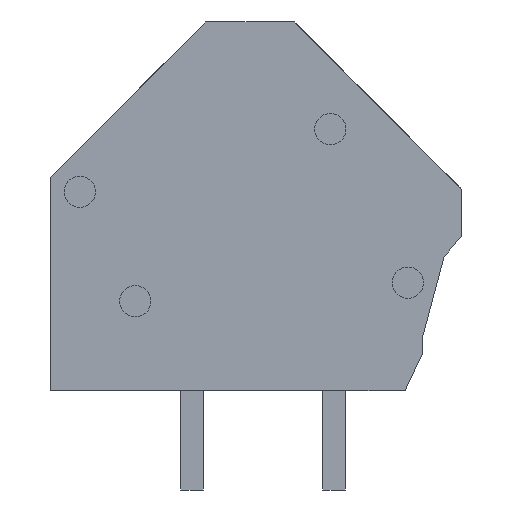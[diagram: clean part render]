
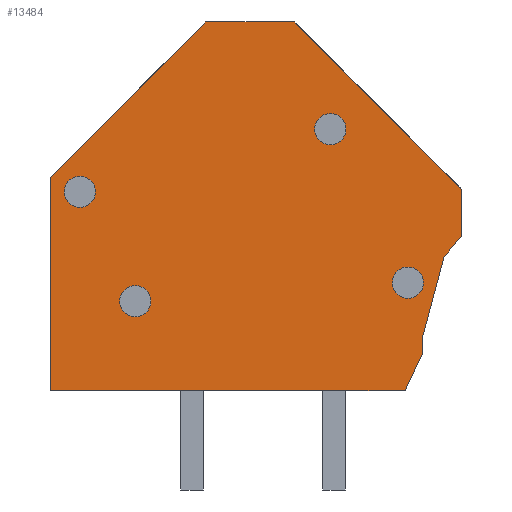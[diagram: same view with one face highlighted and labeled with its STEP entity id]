
A CAD part, left-side view. The second image highlights one B-rep face of the part: STEP entity #13484.
In plain terms, the highlighted planar face has unit normal (-1, 0, 0).
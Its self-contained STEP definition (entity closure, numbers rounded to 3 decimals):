
#13397=AXIS2_PLACEMENT_3D('Plane Axis2P3D',#13394,#13395,#13396) ;
#13414=AXIS2_PLACEMENT_3D('Circle Axis2P3D',#13412,#13413,$) ;
#13423=AXIS2_PLACEMENT_3D('Circle Axis2P3D',#13421,#13422,$) ;
#13432=AXIS2_PLACEMENT_3D('Circle Axis2P3D',#13430,#13431,$) ;
#13441=AXIS2_PLACEMENT_3D('Circle Axis2P3D',#13439,#13440,$) ;
#13450=AXIS2_PLACEMENT_3D('Circle Axis2P3D',#13448,#13449,$) ;
#13459=AXIS2_PLACEMENT_3D('Circle Axis2P3D',#13457,#13458,$) ;
#13468=AXIS2_PLACEMENT_3D('Circle Axis2P3D',#13466,#13467,$) ;
#13477=AXIS2_PLACEMENT_3D('Circle Axis2P3D',#13475,#13476,$) ;
#13069=CARTESIAN_POINT('Vertex',(0.7,2.,3.5)) ;
#13083=CARTESIAN_POINT('Vertex',(0.7,1.37,4.85)) ;
#13086=CARTESIAN_POINT('Line Origine',(0.7,1.685,4.175)) ;
#13114=CARTESIAN_POINT('Vertex',(0.7,1.37,5.45)) ;
#13117=CARTESIAN_POINT('Line Origine',(0.7,1.37,5.15)) ;
#13145=CARTESIAN_POINT('Vertex',(0.7,0.634,8.2)) ;
#13148=CARTESIAN_POINT('Line Origine',(0.7,1.002,6.825)) ;
#13176=CARTESIAN_POINT('Vertex',(0.7,0.,8.953)) ;
#13179=CARTESIAN_POINT('Line Origine',(0.7,0.317,8.577)) ;
#13207=CARTESIAN_POINT('Vertex',(0.7,0.,10.58)) ;
#13210=CARTESIAN_POINT('Line Origine',(0.7,0.,9.766)) ;
#13238=CARTESIAN_POINT('Vertex',(0.7,5.898,16.478)) ;
#13241=CARTESIAN_POINT('Line Origine',(0.7,2.949,13.529)) ;
#13269=CARTESIAN_POINT('Vertex',(0.7,9.022,16.478)) ;
#13272=CARTESIAN_POINT('Line Origine',(0.7,7.46,16.478)) ;
#13300=CARTESIAN_POINT('Vertex',(0.7,14.5,11.)) ;
#13303=CARTESIAN_POINT('Line Origine',(0.7,11.761,13.739)) ;
#13331=CARTESIAN_POINT('Vertex',(0.7,14.5,3.5)) ;
#13334=CARTESIAN_POINT('Line Origine',(0.7,14.5,7.25)) ;
#13362=CARTESIAN_POINT('Vertex',(0.7,12.7,3.5)) ;
#13365=CARTESIAN_POINT('Line Origine',(0.7,13.6,3.5)) ;
#13382=CARTESIAN_POINT('Line Origine',(0.7,7.35,3.5)) ;
#13394=CARTESIAN_POINT('Axis2P3D Location',(0.7,0.,0.)) ;
#13412=CARTESIAN_POINT('Axis2P3D Location',(0.7,13.45,10.5)) ;
#13416=CARTESIAN_POINT('Vertex',(0.7,12.9,10.5)) ;
#13418=CARTESIAN_POINT('Vertex',(0.7,14.,10.5)) ;
#13421=CARTESIAN_POINT('Axis2P3D Location',(0.7,13.45,10.5)) ;
#13430=CARTESIAN_POINT('Axis2P3D Location',(0.7,4.632,12.707)) ;
#13434=CARTESIAN_POINT('Vertex',(0.7,4.082,12.707)) ;
#13436=CARTESIAN_POINT('Vertex',(0.7,5.182,12.707)) ;
#13439=CARTESIAN_POINT('Axis2P3D Location',(0.7,4.632,12.707)) ;
#13448=CARTESIAN_POINT('Axis2P3D Location',(0.7,11.5,6.65)) ;
#13452=CARTESIAN_POINT('Vertex',(0.7,10.95,6.65)) ;
#13454=CARTESIAN_POINT('Vertex',(0.7,12.05,6.65)) ;
#13457=CARTESIAN_POINT('Axis2P3D Location',(0.7,11.5,6.65)) ;
#13466=CARTESIAN_POINT('Axis2P3D Location',(0.7,1.9,7.3)) ;
#13470=CARTESIAN_POINT('Vertex',(0.7,1.35,7.3)) ;
#13472=CARTESIAN_POINT('Vertex',(0.7,2.45,7.3)) ;
#13475=CARTESIAN_POINT('Axis2P3D Location',(0.7,1.9,7.3)) ;
#13087=DIRECTION('Vector Direction',(0.,-0.423,0.906)) ;
#13118=DIRECTION('Vector Direction',(0.,0.,1.)) ;
#13149=DIRECTION('Vector Direction',(0.,-0.259,0.966)) ;
#13180=DIRECTION('Vector Direction',(0.,-0.644,0.765)) ;
#13211=DIRECTION('Vector Direction',(0.,0.,-1.)) ;
#13242=DIRECTION('Vector Direction',(0.,0.707,0.707)) ;
#13273=DIRECTION('Vector Direction',(0.,-1.,0.)) ;
#13304=DIRECTION('Vector Direction',(0.,-0.707,0.707)) ;
#13335=DIRECTION('Vector Direction',(0.,0.,-1.)) ;
#13366=DIRECTION('Vector Direction',(0.,-1.,0.)) ;
#13383=DIRECTION('Vector Direction',(0.,-1.,0.)) ;
#13395=DIRECTION('Axis2P3D Direction',(-1.,0.,0.)) ;
#13396=DIRECTION('Axis2P3D XDirection',(0.,-1.,0.)) ;
#13413=DIRECTION('Axis2P3D Direction',(-1.,0.,0.)) ;
#13422=DIRECTION('Axis2P3D Direction',(-1.,0.,0.)) ;
#13431=DIRECTION('Axis2P3D Direction',(-1.,0.,0.)) ;
#13440=DIRECTION('Axis2P3D Direction',(-1.,0.,0.)) ;
#13449=DIRECTION('Axis2P3D Direction',(-1.,0.,0.)) ;
#13458=DIRECTION('Axis2P3D Direction',(-1.,0.,0.)) ;
#13467=DIRECTION('Axis2P3D Direction',(-1.,0.,0.)) ;
#13476=DIRECTION('Axis2P3D Direction',(-1.,0.,0.)) ;
#13088=VECTOR('Line Direction',#13087,1.) ;
#13119=VECTOR('Line Direction',#13118,1.) ;
#13150=VECTOR('Line Direction',#13149,1.) ;
#13181=VECTOR('Line Direction',#13180,1.) ;
#13212=VECTOR('Line Direction',#13211,1.) ;
#13243=VECTOR('Line Direction',#13242,1.) ;
#13274=VECTOR('Line Direction',#13273,1.) ;
#13305=VECTOR('Line Direction',#13304,1.) ;
#13336=VECTOR('Line Direction',#13335,1.) ;
#13367=VECTOR('Line Direction',#13366,1.) ;
#13384=VECTOR('Line Direction',#13383,1.) ;
#13400=ORIENTED_EDGE('',*,*,#13090,.T.) ;
#13401=ORIENTED_EDGE('',*,*,#13121,.T.) ;
#13402=ORIENTED_EDGE('',*,*,#13152,.T.) ;
#13403=ORIENTED_EDGE('',*,*,#13183,.T.) ;
#13404=ORIENTED_EDGE('',*,*,#13214,.T.) ;
#13405=ORIENTED_EDGE('',*,*,#13245,.T.) ;
#13406=ORIENTED_EDGE('',*,*,#13276,.T.) ;
#13407=ORIENTED_EDGE('',*,*,#13307,.T.) ;
#13408=ORIENTED_EDGE('',*,*,#13338,.T.) ;
#13409=ORIENTED_EDGE('',*,*,#13369,.T.) ;
#13410=ORIENTED_EDGE('',*,*,#13386,.T.) ;
#13427=ORIENTED_EDGE('',*,*,#13420,.F.) ;
#13428=ORIENTED_EDGE('',*,*,#13425,.F.) ;
#13445=ORIENTED_EDGE('',*,*,#13438,.F.) ;
#13446=ORIENTED_EDGE('',*,*,#13443,.F.) ;
#13463=ORIENTED_EDGE('',*,*,#13456,.F.) ;
#13464=ORIENTED_EDGE('',*,*,#13461,.F.) ;
#13481=ORIENTED_EDGE('',*,*,#13474,.F.) ;
#13482=ORIENTED_EDGE('',*,*,#13479,.F.) ;
#13429=FACE_BOUND('',#13426,.T.) ;
#13447=FACE_BOUND('',#13444,.T.) ;
#13465=FACE_BOUND('',#13462,.T.) ;
#13483=FACE_BOUND('',#13480,.T.) ;
#13484=ADVANCED_FACE('End plate_LMZF.1\\Hauptkoerper',(#13411,#13429,#13447,#13465,#13483),#13398,.T.) ;
#13415=CIRCLE('generated circle',#13414,0.55) ;
#13424=CIRCLE('generated circle',#13423,0.55) ;
#13433=CIRCLE('generated circle',#13432,0.55) ;
#13442=CIRCLE('generated circle',#13441,0.55) ;
#13451=CIRCLE('generated circle',#13450,0.55) ;
#13460=CIRCLE('generated circle',#13459,0.55) ;
#13469=CIRCLE('generated circle',#13468,0.55) ;
#13478=CIRCLE('generated circle',#13477,0.55) ;
#13090=EDGE_CURVE('',#13070,#13084,#13089,.T.) ;
#13121=EDGE_CURVE('',#13084,#13115,#13120,.T.) ;
#13152=EDGE_CURVE('',#13115,#13146,#13151,.T.) ;
#13183=EDGE_CURVE('',#13146,#13177,#13182,.T.) ;
#13214=EDGE_CURVE('',#13177,#13208,#13213,.F.) ;
#13245=EDGE_CURVE('',#13208,#13239,#13244,.T.) ;
#13276=EDGE_CURVE('',#13239,#13270,#13275,.F.) ;
#13307=EDGE_CURVE('',#13270,#13301,#13306,.F.) ;
#13338=EDGE_CURVE('',#13301,#13332,#13337,.T.) ;
#13369=EDGE_CURVE('',#13332,#13363,#13368,.T.) ;
#13386=EDGE_CURVE('',#13363,#13070,#13385,.T.) ;
#13420=EDGE_CURVE('',#13417,#13419,#13415,.T.) ;
#13425=EDGE_CURVE('',#13419,#13417,#13424,.T.) ;
#13438=EDGE_CURVE('',#13435,#13437,#13433,.T.) ;
#13443=EDGE_CURVE('',#13437,#13435,#13442,.T.) ;
#13456=EDGE_CURVE('',#13453,#13455,#13451,.T.) ;
#13461=EDGE_CURVE('',#13455,#13453,#13460,.T.) ;
#13474=EDGE_CURVE('',#13471,#13473,#13469,.T.) ;
#13479=EDGE_CURVE('',#13473,#13471,#13478,.T.) ;
#13399=EDGE_LOOP('',(#13400,#13401,#13402,#13403,#13404,#13405,#13406,#13407,#13408,#13409,#13410)) ;
#13426=EDGE_LOOP('',(#13427,#13428)) ;
#13444=EDGE_LOOP('',(#13445,#13446)) ;
#13462=EDGE_LOOP('',(#13463,#13464)) ;
#13480=EDGE_LOOP('',(#13481,#13482)) ;
#13411=FACE_OUTER_BOUND('',#13399,.T.) ;
#13089=LINE('Line',#13086,#13088) ;
#13120=LINE('Line',#13117,#13119) ;
#13151=LINE('Line',#13148,#13150) ;
#13182=LINE('Line',#13179,#13181) ;
#13213=LINE('Line',#13210,#13212) ;
#13244=LINE('Line',#13241,#13243) ;
#13275=LINE('Line',#13272,#13274) ;
#13306=LINE('Line',#13303,#13305) ;
#13337=LINE('Line',#13334,#13336) ;
#13368=LINE('Line',#13365,#13367) ;
#13385=LINE('Line',#13382,#13384) ;
#13398=PLANE('',#13397) ;
#13070=VERTEX_POINT('',#13069) ;
#13084=VERTEX_POINT('',#13083) ;
#13115=VERTEX_POINT('',#13114) ;
#13146=VERTEX_POINT('',#13145) ;
#13177=VERTEX_POINT('',#13176) ;
#13208=VERTEX_POINT('',#13207) ;
#13239=VERTEX_POINT('',#13238) ;
#13270=VERTEX_POINT('',#13269) ;
#13301=VERTEX_POINT('',#13300) ;
#13332=VERTEX_POINT('',#13331) ;
#13363=VERTEX_POINT('',#13362) ;
#13417=VERTEX_POINT('',#13416) ;
#13419=VERTEX_POINT('',#13418) ;
#13435=VERTEX_POINT('',#13434) ;
#13437=VERTEX_POINT('',#13436) ;
#13453=VERTEX_POINT('',#13452) ;
#13455=VERTEX_POINT('',#13454) ;
#13471=VERTEX_POINT('',#13470) ;
#13473=VERTEX_POINT('',#13472) ;
